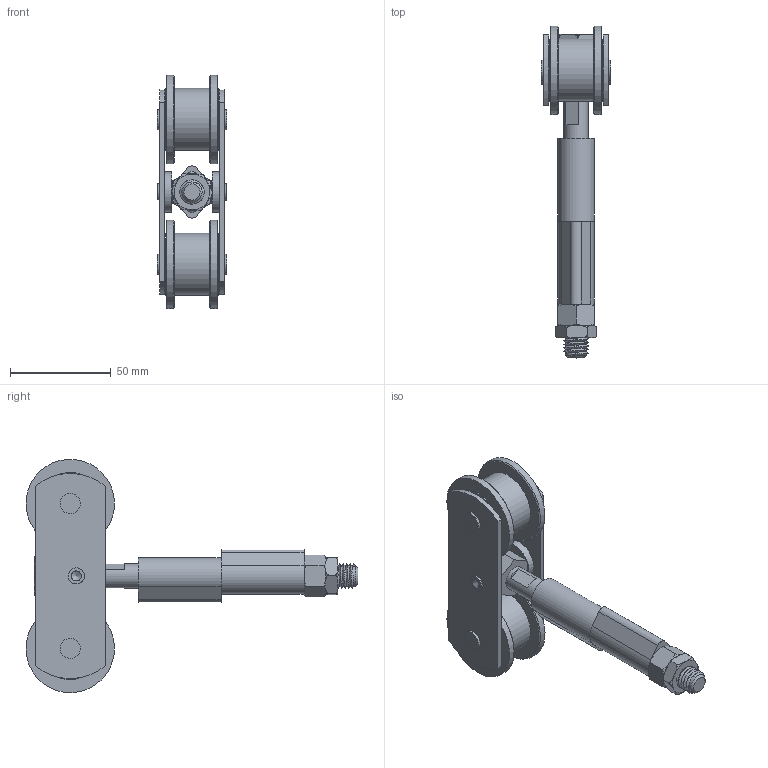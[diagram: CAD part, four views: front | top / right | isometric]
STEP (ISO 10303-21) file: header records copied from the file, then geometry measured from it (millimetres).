
FILE_DESCRIPTION((''),'2;1');
FILE_NAME('552 SO.stp','2008-11-18T07:59:06',('Didierr'),(''),'Autodesk Inventor 2009','Autodesk Inventor 2009','');
FILE_SCHEMA(('AUTOMOTIVE_DESIGN { 1 0 10303 214 1 1 1 1 }'));
Length unit declared in the file: millimetre
Products named in the file (13): 552 SO; 14592; 15107; 11002 MONT; 15018; 15284; 15284 CORPS; 15284 HELICOIDAL; 13595; 13595 BIS; 06012; 06013; 16407
Assembly tree (18 placements, depth 3):
  552 SO
    14592  x2
    15107  x2
    11002 MONT  x2
    15018  x2
    15284
      15284 CORPS
      15284 HELICOIDAL
    13595
    13595 BIS  x2
    06012
    06013
    16407  x2
Bounding box: 34.6 x 164.98 x 115.94 mm (x, y, z)
Volume: 98390.6 mm3; surface area: 66079.1 mm2
Topology: 17 solids, 17 shells, 312 faces, 801 edges, 512 vertices
Faces by surface type: plane 142, cylinder 122, cone 31, bspline 17
Full cylindrical faces by diameter (mm): 7.7 x4, 7.8 x2, 8 x2, 8.1 x2, 10 x5, 12 x1, 12.1 x2, 12.2 x1, 14 x4, 17.5 x2, 20 x2, 23.8 x2, 24.15 x2, 31 x6, 44 x4
Entity records: 11916 total; most frequent: CARTESIAN_POINT 7017, DIRECTION 998, ORIENTED_EDGE 866, EDGE_CURVE 433, AXIS2_PLACEMENT_3D 401, VERTEX_POINT 300, EDGE_LOOP 277, FACE_OUTER_BOUND 196
